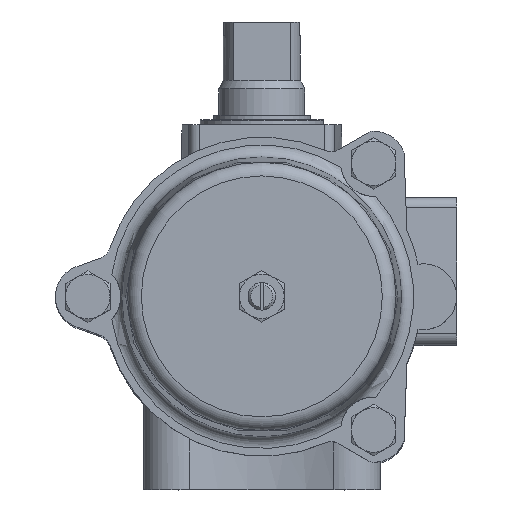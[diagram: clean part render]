
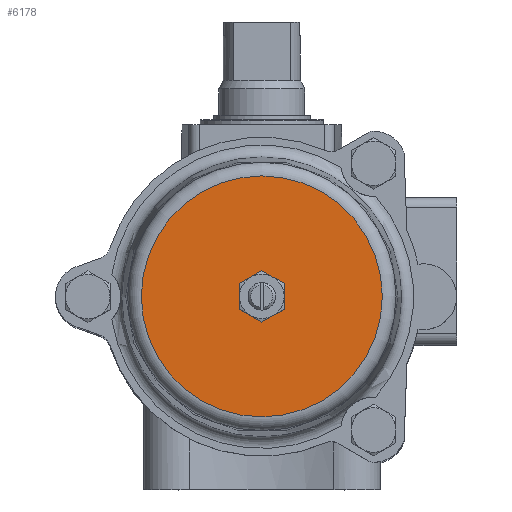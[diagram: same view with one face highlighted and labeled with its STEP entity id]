
A CAD part, top view. The second image highlights one B-rep face of the part: STEP entity #6178.
In plain terms, the highlighted face is planar.
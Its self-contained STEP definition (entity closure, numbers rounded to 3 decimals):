
#195=PLANE('',#6827);
#2051=ORIENTED_EDGE('',*,*,#3517,.F.);
#2052=ORIENTED_EDGE('',*,*,#3230,.T.);
#2053=ORIENTED_EDGE('',*,*,#3228,.T.);
#2054=ORIENTED_EDGE('',*,*,#3225,.T.);
#2055=ORIENTED_EDGE('',*,*,#3239,.T.);
#2056=ORIENTED_EDGE('',*,*,#3236,.T.);
#2057=ORIENTED_EDGE('',*,*,#3233,.T.);
#3225=EDGE_CURVE('',#4074,#4075,#4579,.T.);
#3228=EDGE_CURVE('',#4077,#4074,#4580,.T.);
#3230=EDGE_CURVE('',#4079,#4077,#4581,.T.);
#3233=EDGE_CURVE('',#4081,#4079,#4582,.T.);
#3236=EDGE_CURVE('',#4083,#4081,#4583,.T.);
#3239=EDGE_CURVE('',#4075,#4083,#4584,.T.);
#3517=EDGE_CURVE('',#4270,#4270,#4716,.T.);
#4074=VERTEX_POINT('',#9651);
#4075=VERTEX_POINT('',#9656);
#4077=VERTEX_POINT('',#9664);
#4079=VERTEX_POINT('',#9677);
#4081=VERTEX_POINT('',#9689);
#4083=VERTEX_POINT('',#9701);
#4270=VERTEX_POINT('',#10458);
#4579=CIRCLE('',#6561,6.5);
#4580=CIRCLE('',#6563,6.5);
#4581=CIRCLE('',#6565,6.5);
#4582=CIRCLE('',#6567,6.5);
#4583=CIRCLE('',#6569,6.5);
#4584=CIRCLE('',#6571,6.5);
#4716=CIRCLE('',#6828,35.135);
#5080=EDGE_LOOP('',(#2051));
#5081=EDGE_LOOP('',(#2052,#2053,#2054,#2055,#2056,#2057));
#5591=FACE_BOUND('',#5080,.T.);
#5592=FACE_BOUND('',#5081,.T.);
#6178=ADVANCED_FACE('',(#5591,#5592),#195,.F.);
#6561=AXIS2_PLACEMENT_3D('',#9657,#7553,#7554);
#6563=AXIS2_PLACEMENT_3D('',#9669,#7557,#7558);
#6565=AXIS2_PLACEMENT_3D('',#9676,#7561,#7562);
#6567=AXIS2_PLACEMENT_3D('',#9688,#7565,#7566);
#6569=AXIS2_PLACEMENT_3D('',#9700,#7569,#7570);
#6571=AXIS2_PLACEMENT_3D('',#9712,#7573,#7574);
#6827=AXIS2_PLACEMENT_3D('',#10456,#8195,#8196);
#6828=AXIS2_PLACEMENT_3D('',#10457,#8197,#8198);
#7553=DIRECTION('',(1.,0.,0.));
#7554=DIRECTION('',(0.,0.,-1.));
#7557=DIRECTION('',(1.,0.,0.));
#7558=DIRECTION('',(0.,0.,-1.));
#7561=DIRECTION('',(1.,0.,0.));
#7562=DIRECTION('',(0.,0.,-1.));
#7565=DIRECTION('',(1.,0.,0.));
#7566=DIRECTION('',(0.,0.,-1.));
#7569=DIRECTION('',(1.,0.,0.));
#7570=DIRECTION('',(0.,0.,-1.));
#7573=DIRECTION('',(1.,0.,0.));
#7574=DIRECTION('',(0.,0.,-1.));
#8195=DIRECTION('',(1.,0.,0.));
#8196=DIRECTION('',(0.,0.,-1.));
#8197=DIRECTION('',(1.,0.,0.));
#8198=DIRECTION('',(0.,0.,-1.));
#9651=CARTESIAN_POINT('',(-170.6,5.629,3.25));
#9656=CARTESIAN_POINT('',(-170.6,0.,6.5));
#9657=CARTESIAN_POINT('',(-170.6,0.,0.));
#9664=CARTESIAN_POINT('',(-170.6,5.629,-3.25));
#9669=CARTESIAN_POINT('',(-170.6,0.,0.));
#9676=CARTESIAN_POINT('',(-170.6,0.,0.));
#9677=CARTESIAN_POINT('',(-170.6,0.,-6.5));
#9688=CARTESIAN_POINT('',(-170.6,0.,0.));
#9689=CARTESIAN_POINT('',(-170.6,-5.629,-3.25));
#9700=CARTESIAN_POINT('',(-170.6,0.,0.));
#9701=CARTESIAN_POINT('',(-170.6,-5.629,3.25));
#9712=CARTESIAN_POINT('',(-170.6,0.,0.));
#10456=CARTESIAN_POINT('',(-170.6,0.,0.));
#10457=CARTESIAN_POINT('',(-170.6,0.,0.));
#10458=CARTESIAN_POINT('',(-170.6,0.,-35.135));
